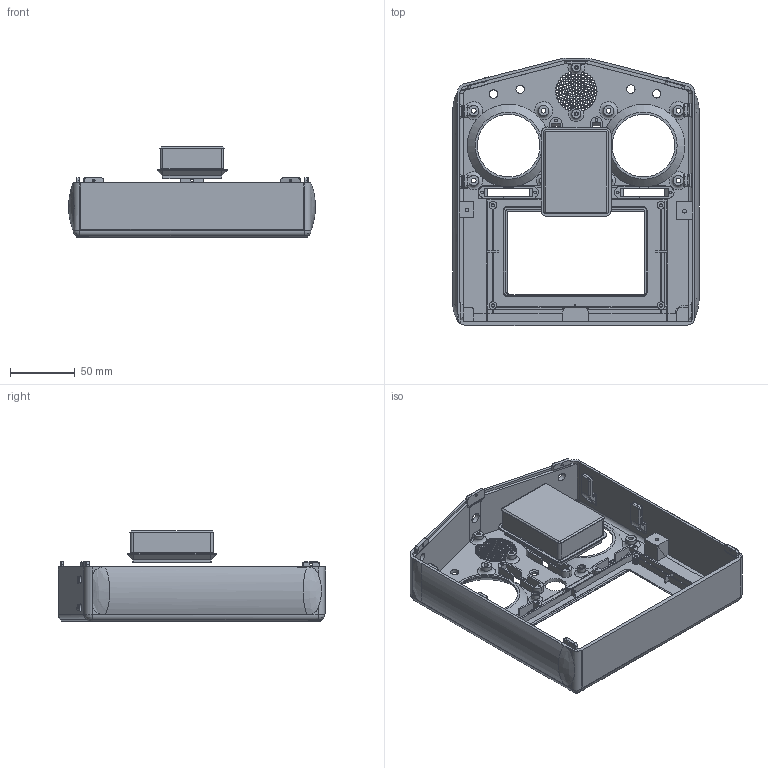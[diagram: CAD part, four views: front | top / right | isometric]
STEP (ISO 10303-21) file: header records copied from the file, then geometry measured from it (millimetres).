
FILE_DESCRIPTION(/* description */ ('','CAx-IF Rec.Pracs.---Representation and Presentation of Product Manufacturing Information (PMI)---4.0---2014-10-13'),/* implementation_level */ '2;1');
FILE_NAME(/* name */ 'TXFRONT12a.step',/* time_stamp */ '2024-12-18T09:46:52Z',/* author */ (''),/* organization */ (''),/* preprocessor_version */ 'ST-DEVELOPER v20',/* originating_system */ 'Autodesk Translation Framework v13.20.0.188',/* authorisation */ '');
FILE_SCHEMA (('AP242_MANAGED_MODEL_BASED_3D_ENGINEERING_MIM_LF { 1 0 10303 442 1 1 4 }'));
Products named in the file (2): TXV12a; MODBAY
Assembly tree (1 placements, depth 2):
  TXV12a
    MODBAY
Bounding box: 190.93 x 207.18 x 70.02 mm (x, y, z)
Volume: 217590 mm3; surface area: 154150 mm2
Topology: 3 solids, 5 shells, 1912 faces, 5239 edges, 3350 vertices
Faces by surface type: plane 1292, cylinder 412, bspline 118, torus 60, cone 28, sphere 2
Full cylindrical faces by diameter (mm): 2 x133, 2.2 x4, 2.838 x1, 2.9 x1, 3.2 x1, 3.6 x8, 5.2 x1, 6 x2, 6.5 x8, 7 x1, 7.9 x1, 8 x6, 16.4 x1, 30.959 x1, 48.4 x2
Entity records: 62965 total; most frequent: CARTESIAN_POINT 14009, ORIENTED_EDGE 10480, DIRECTION 9556, EDGE_CURVE 5240, LINE 3920, VECTOR 3920, VERTEX_POINT 3350, AXIS2_PLACEMENT_3D 2818
